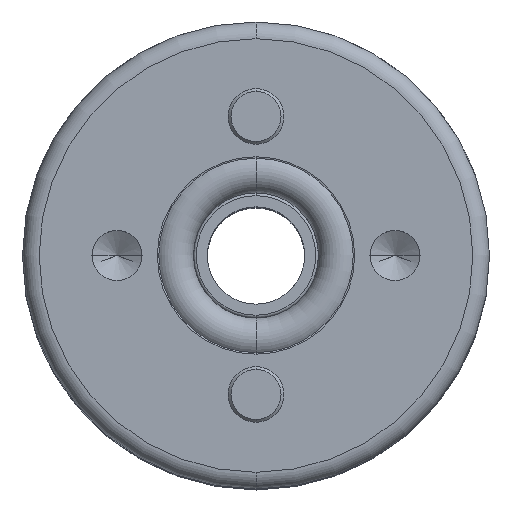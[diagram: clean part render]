
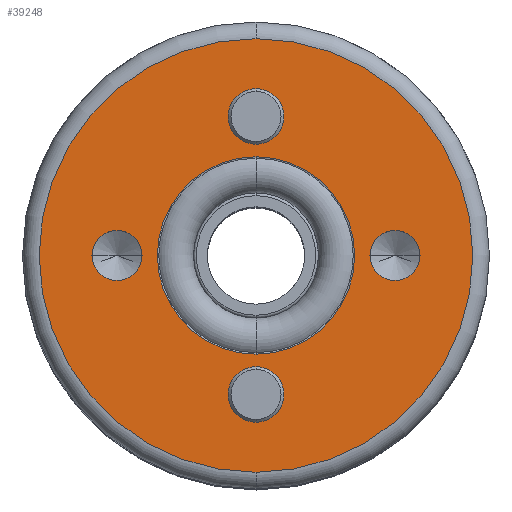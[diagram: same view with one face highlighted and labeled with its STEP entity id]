
A CAD part, top view. The second image highlights one B-rep face of the part: STEP entity #39248.
In plain terms, the highlighted planar face has unit normal (0, 0, 1).
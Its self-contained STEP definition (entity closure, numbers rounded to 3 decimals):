
#11057=CARTESIAN_POINT('',(0.,0.,47.5));
#11058=DIRECTION('',(0.,0.,-1.));
#11059=DIRECTION('',(0.,-1.,0.));
#11060=AXIS2_PLACEMENT_3D('',#11057,#11058,#11059);
#11062=CARTESIAN_POINT('',(0.,0.,47.5));
#11063=DIRECTION('',(0.,0.,-1.));
#11064=DIRECTION('',(0.,1.,0.));
#11065=AXIS2_PLACEMENT_3D('',#11062,#11063,#11064);
#11067=CARTESIAN_POINT('',(0.,0.,47.5));
#11068=DIRECTION('',(0.,0.,1.));
#11069=DIRECTION('',(0.,1.,0.));
#11070=AXIS2_PLACEMENT_3D('',#11067,#11068,#11069);
#11072=CARTESIAN_POINT('',(0.,0.,47.5));
#11073=DIRECTION('',(0.,0.,1.));
#11074=DIRECTION('',(0.,-1.,0.));
#11075=AXIS2_PLACEMENT_3D('',#11072,#11073,#11074);
#11077=CARTESIAN_POINT('',(10.,0.,47.5));
#11078=DIRECTION('',(0.,0.,-1.));
#11079=DIRECTION('',(1.,0.,0.));
#11080=AXIS2_PLACEMENT_3D('',#11077,#11078,#11079);
#11082=CARTESIAN_POINT('',(10.,0.,47.5));
#11083=DIRECTION('',(0.,0.,-1.));
#11084=DIRECTION('',(-1.,0.,0.));
#11085=AXIS2_PLACEMENT_3D('',#11082,#11083,#11084);
#11087=CARTESIAN_POINT('',(-10.,0.,47.5));
#11088=DIRECTION('',(0.,0.,1.));
#11089=DIRECTION('',(-1.,0.,0.));
#11090=AXIS2_PLACEMENT_3D('',#11087,#11088,#11089);
#11092=CARTESIAN_POINT('',(-10.,0.,47.5));
#11093=DIRECTION('',(0.,0.,1.));
#11094=DIRECTION('',(1.,0.,0.));
#11095=AXIS2_PLACEMENT_3D('',#11092,#11093,#11094);
#11097=CARTESIAN_POINT('',(0.,10.,47.5));
#11098=DIRECTION('',(0.,0.,1.));
#11099=DIRECTION('',(0.,-1.,0.));
#11100=AXIS2_PLACEMENT_3D('',#11097,#11098,#11099);
#11102=CARTESIAN_POINT('',(0.,10.,47.5));
#11103=DIRECTION('',(0.,0.,1.));
#11104=DIRECTION('',(0.,1.,0.));
#11105=AXIS2_PLACEMENT_3D('',#11102,#11103,#11104);
#11107=CARTESIAN_POINT('',(0.,-10.,47.5));
#11108=DIRECTION('',(0.,0.,1.));
#11109=DIRECTION('',(0.,-1.,0.));
#11110=AXIS2_PLACEMENT_3D('',#11107,#11108,#11109);
#11112=CARTESIAN_POINT('',(0.,-10.,47.5));
#11113=DIRECTION('',(0.,0.,1.));
#11114=DIRECTION('',(0.,1.,0.));
#11115=AXIS2_PLACEMENT_3D('',#11112,#11113,#11114);
#13719=CARTESIAN_POINT('',(0.,7.1,47.5));
#13720=CARTESIAN_POINT('',(0.,-7.1,47.5));
#13721=VERTEX_POINT('',#13719);
#13722=VERTEX_POINT('',#13720);
#13765=CARTESIAN_POINT('',(11.8,0.,47.5));
#13766=CARTESIAN_POINT('',(8.2,0.,47.5));
#13767=VERTEX_POINT('',#13765);
#13768=VERTEX_POINT('',#13766);
#13775=CARTESIAN_POINT('',(-11.8,0.,47.5));
#13776=CARTESIAN_POINT('',(-8.2,0.,47.5));
#13777=VERTEX_POINT('',#13775);
#13778=VERTEX_POINT('',#13776);
#13803=CARTESIAN_POINT('',(0.,-15.6,47.5));
#13804=CARTESIAN_POINT('',(0.,15.6,47.5));
#13805=VERTEX_POINT('',#13803);
#13806=VERTEX_POINT('',#13804);
#14479=CARTESIAN_POINT('',(0.,8.,47.5));
#14480=CARTESIAN_POINT('',(0.,12.,47.5));
#14481=VERTEX_POINT('',#14479);
#14482=VERTEX_POINT('',#14480);
#14499=CARTESIAN_POINT('',(0.,-12.,47.5));
#14500=CARTESIAN_POINT('',(0.,-8.,47.5));
#14501=VERTEX_POINT('',#14499);
#14502=VERTEX_POINT('',#14500);
#39208=CARTESIAN_POINT('',(0.,0.,47.5));
#39209=DIRECTION('',(0.,0.,1.));
#39210=DIRECTION('',(0.,1.,0.));
#39211=AXIS2_PLACEMENT_3D('',#39208,#39209,#39210);
#39212=PLANE('',#39211);
#39214=ORIENTED_EDGE('',*,*,#39213,.T.);
#39215=ORIENTED_EDGE('',*,*,#39191,.T.);
#39216=EDGE_LOOP('',(#39214,#39215));
#39217=FACE_OUTER_BOUND('',#39216,.F.);
#39219=ORIENTED_EDGE('',*,*,#39218,.T.);
#39221=ORIENTED_EDGE('',*,*,#39220,.T.);
#39222=EDGE_LOOP('',(#39219,#39221));
#39223=FACE_BOUND('',#39222,.F.);
#39225=ORIENTED_EDGE('',*,*,#39224,.F.);
#39227=ORIENTED_EDGE('',*,*,#39226,.F.);
#39228=EDGE_LOOP('',(#39225,#39227));
#39229=FACE_BOUND('',#39228,.F.);
#39231=ORIENTED_EDGE('',*,*,#39230,.T.);
#39233=ORIENTED_EDGE('',*,*,#39232,.T.);
#39234=EDGE_LOOP('',(#39231,#39233));
#39235=FACE_BOUND('',#39234,.F.);
#39237=ORIENTED_EDGE('',*,*,#39236,.T.);
#39239=ORIENTED_EDGE('',*,*,#39238,.T.);
#39240=EDGE_LOOP('',(#39237,#39239));
#39241=FACE_BOUND('',#39240,.F.);
#39243=ORIENTED_EDGE('',*,*,#39242,.T.);
#39245=ORIENTED_EDGE('',*,*,#39244,.T.);
#39246=EDGE_LOOP('',(#39243,#39245));
#39247=FACE_BOUND('',#39246,.F.);
#39248=ADVANCED_FACE('',(#39217,#39223,#39229,#39235,#39241,#39247),#39212,.T.);
#11061=CIRCLE('',#11060,15.6);
#11066=CIRCLE('',#11065,15.6);
#11071=CIRCLE('',#11070,7.1);
#11076=CIRCLE('',#11075,7.1);
#11081=CIRCLE('',#11080,1.8);
#11086=CIRCLE('',#11085,1.8);
#11091=CIRCLE('',#11090,1.8);
#11096=CIRCLE('',#11095,1.8);
#11101=CIRCLE('',#11100,2.);
#11106=CIRCLE('',#11105,2.);
#11111=CIRCLE('',#11110,2.);
#11116=CIRCLE('',#11115,2.);
#39191=EDGE_CURVE('',#13806,#13805,#11066,.T.);
#39213=EDGE_CURVE('',#13805,#13806,#11061,.T.);
#39218=EDGE_CURVE('',#13721,#13722,#11071,.T.);
#39220=EDGE_CURVE('',#13722,#13721,#11076,.T.);
#39224=EDGE_CURVE('',#13767,#13768,#11081,.T.);
#39226=EDGE_CURVE('',#13768,#13767,#11086,.T.);
#39230=EDGE_CURVE('',#13777,#13778,#11091,.T.);
#39232=EDGE_CURVE('',#13778,#13777,#11096,.T.);
#39236=EDGE_CURVE('',#14481,#14482,#11101,.T.);
#39238=EDGE_CURVE('',#14482,#14481,#11106,.T.);
#39242=EDGE_CURVE('',#14501,#14502,#11111,.T.);
#39244=EDGE_CURVE('',#14502,#14501,#11116,.T.);
